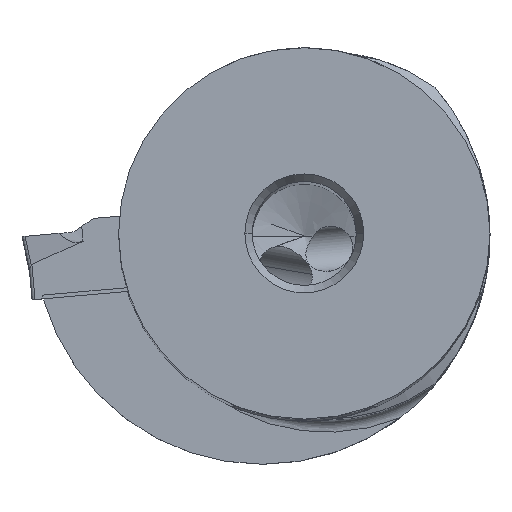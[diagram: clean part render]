
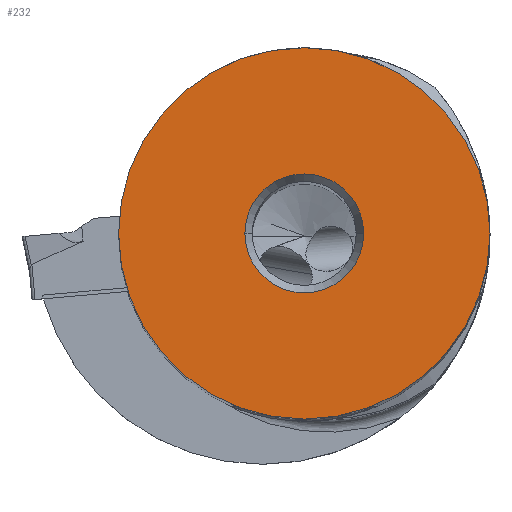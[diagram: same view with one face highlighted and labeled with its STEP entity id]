
A CAD part, top view. The second image highlights one B-rep face of the part: STEP entity #232.
In plain terms, the highlighted planar face has unit normal (0, 0, 1).
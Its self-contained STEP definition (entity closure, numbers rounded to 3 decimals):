
#66=FACE_BOUND('',#528,.T.);
#67=FACE_BOUND('',#529,.T.);
#232=ADVANCED_FACE('',(#66,#67),#321,.T.);
#321=PLANE('',#2834);
#528=EDGE_LOOP('',(#1025,#1026));
#529=EDGE_LOOP('',(#1027,#1028));
#1025=ORIENTED_EDGE('',*,*,#1818,.F.);
#1026=ORIENTED_EDGE('',*,*,#1824,.F.);
#1027=ORIENTED_EDGE('',*,*,#1829,.F.);
#1028=ORIENTED_EDGE('',*,*,#1830,.F.);
#1499=VERTEX_POINT('',#4995);
#1500=VERTEX_POINT('',#4997);
#1509=VERTEX_POINT('',#5019);
#1510=VERTEX_POINT('',#5020);
#1818=EDGE_CURVE('',#1499,#1500,#2149,.T.);
#1824=EDGE_CURVE('',#1500,#1499,#2150,.T.);
#1829=EDGE_CURVE('',#1509,#1510,#2151,.T.);
#1830=EDGE_CURVE('',#1510,#1509,#2152,.T.);
#2149=CIRCLE('',#2824,12.5);
#2150=CIRCLE('',#2828,12.5);
#2151=CIRCLE('',#2832,4.);
#2152=CIRCLE('',#2833,4.);
#2824=AXIS2_PLACEMENT_3D('',#4996,#3317,#3318);
#2828=AXIS2_PLACEMENT_3D('',#5008,#3328,#3329);
#2832=AXIS2_PLACEMENT_3D('',#5018,#3338,#3339);
#2833=AXIS2_PLACEMENT_3D('',#5021,#3340,#3341);
#2834=AXIS2_PLACEMENT_3D('',#5022,#3342,#3343);
#3317=DIRECTION('',(0.,0.,-1.));
#3318=DIRECTION('',(1.,0.,0.));
#3328=DIRECTION('',(0.,0.,-1.));
#3329=DIRECTION('',(-1.,0.,0.));
#3338=DIRECTION('',(0.,0.,1.));
#3339=DIRECTION('',(1.,0.,0.));
#3340=DIRECTION('',(0.,0.,1.));
#3341=DIRECTION('',(-1.,0.,0.));
#3342=DIRECTION('',(0.,0.,1.));
#3343=DIRECTION('',(1.,0.,0.));
#4995=CARTESIAN_POINT('',(12.5,0.,0.));
#4996=CARTESIAN_POINT('',(0.,0.,0.));
#4997=CARTESIAN_POINT('',(-12.5,0.,0.));
#5008=CARTESIAN_POINT('',(0.,0.,0.));
#5018=CARTESIAN_POINT('',(0.,0.,0.));
#5019=CARTESIAN_POINT('',(4.,0.,0.));
#5020=CARTESIAN_POINT('',(-4.,0.,0.));
#5021=CARTESIAN_POINT('',(0.,0.,0.));
#5022=CARTESIAN_POINT('',(0.,0.,0.));
